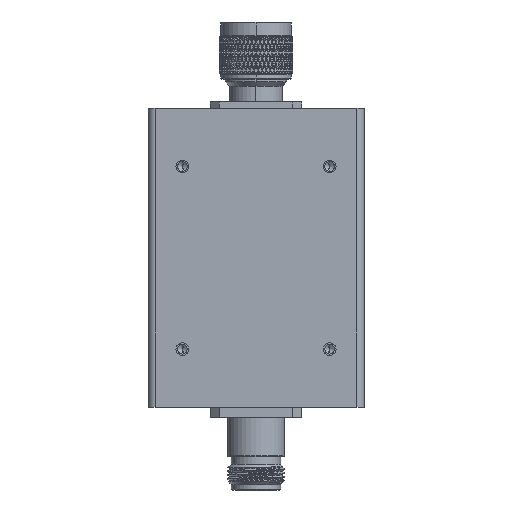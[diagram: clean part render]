
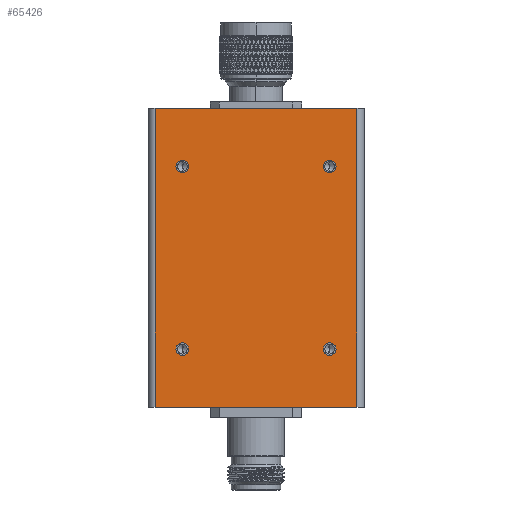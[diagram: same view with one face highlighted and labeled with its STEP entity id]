
A CAD part, front view. The second image highlights one B-rep face of the part: STEP entity #65426.
In plain terms, the highlighted planar face has unit normal (0, -1, 0).
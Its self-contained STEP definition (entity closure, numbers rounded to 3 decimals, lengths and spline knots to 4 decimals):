
#24 = AXIS2_PLACEMENT_3D ( 'NONE', #52738, #8944, #15376 ) ;
#1809 = DIRECTION ( 'NONE',  ( 0., 0., -1. ) ) ;
#1991 = EDGE_CURVE ( 'NONE', #32543, #91512, #80615, .T. ) ;
#4534 = CARTESIAN_POINT ( 'NONE',  ( 1.1024, -1.1811, -1.6339 ) ) ;
#4945 = DIRECTION ( 'NONE',  ( 0., -1., 0. ) ) ;
#5193 = EDGE_LOOP ( 'NONE', ( #44897, #15614 ) ) ;
#6171 = VERTEX_POINT ( 'NONE', #100235 ) ;
#7201 = CIRCLE ( 'NONE', #40788, 0.069 ) ;
#8944 = DIRECTION ( 'NONE',  ( 0., -1., 0. ) ) ;
#9472 = DIRECTION ( 'NONE',  ( 0., 0., -1. ) ) ;
#10506 = LINE ( 'NONE', #29729, #53527 ) ;
#10797 = CARTESIAN_POINT ( 'NONE',  ( -1.1024, -1.1811, -1.6339 ) ) ;
#11158 = VERTEX_POINT ( 'NONE', #113337 ) ;
#12199 = DIRECTION ( 'NONE',  ( 0., -1., 0. ) ) ;
#12236 = DIRECTION ( 'NONE',  ( 0., 0., 1. ) ) ;
#12648 = AXIS2_PLACEMENT_3D ( 'NONE', #104985, #14044, #93942 ) ;
#12733 = ORIENTED_EDGE ( 'NONE', *, *, #28292, .T. ) ;
#14044 = DIRECTION ( 'NONE',  ( 0., -1., 0. ) ) ;
#14208 = CARTESIAN_POINT ( 'NONE',  ( -1.1811, -1.1811, 1.6339 ) ) ;
#15376 = DIRECTION ( 'NONE',  ( 0., 0., -1. ) ) ;
#15614 = ORIENTED_EDGE ( 'NONE', *, *, #52723, .F. ) ;
#17018 = CARTESIAN_POINT ( 'NONE',  ( 0.8061, -1.1811, -0.9989 ) ) ;
#17597 = DIRECTION ( 'NONE',  ( 0., 0., -1. ) ) ;
#18187 = VERTEX_POINT ( 'NONE', #10797 ) ;
#19229 = VECTOR ( 'NONE', #85934, 39.3701 ) ;
#19697 = AXIS2_PLACEMENT_3D ( 'NONE', #17018, #52626, #88175 ) ;
#19884 = PLANE ( 'NONE',  #80774 ) ;
#21928 = EDGE_LOOP ( 'NONE', ( #61565, #61817 ) ) ;
#22108 = AXIS2_PLACEMENT_3D ( 'NONE', #46159, #37426, #17597 ) ;
#22588 = LINE ( 'NONE', #74554, #47694 ) ;
#24614 = VERTEX_POINT ( 'NONE', #4534 ) ;
#24738 = AXIS2_PLACEMENT_3D ( 'NONE', #62561, #53825, #9472 ) ;
#25674 = LINE ( 'NONE', #44895, #49233 ) ;
#26142 = EDGE_LOOP ( 'NONE', ( #73554, #33391, #12733, #80151 ) ) ;
#28292 = EDGE_CURVE ( 'NONE', #18187, #24614, #22588, .T. ) ;
#29729 = CARTESIAN_POINT ( 'NONE',  ( 1.1024, -1.1811, 1.6339 ) ) ;
#32403 = VERTEX_POINT ( 'NONE', #65865 ) ;
#32543 = VERTEX_POINT ( 'NONE', #45853 ) ;
#32654 = EDGE_LOOP ( 'NONE', ( #88039, #55930 ) ) ;
#33045 = CIRCLE ( 'NONE', #70282, 0.069 ) ;
#33055 = CARTESIAN_POINT ( 'NONE',  ( 0.8061, -1.1811, -0.9299 ) ) ;
#33391 = ORIENTED_EDGE ( 'NONE', *, *, #66271, .T. ) ;
#34937 = EDGE_CURVE ( 'NONE', #96402, #6171, #103751, .T. ) ;
#36708 = AXIS2_PLACEMENT_3D ( 'NONE', #41124, #4945, #67362 ) ;
#36903 = CIRCLE ( 'NONE', #12648, 0.069 ) ;
#37411 = DIRECTION ( 'NONE',  ( 0., 1., 0. ) ) ;
#37426 = DIRECTION ( 'NONE',  ( 0., -1., 0. ) ) ;
#40165 = CARTESIAN_POINT ( 'NONE',  ( 0.8061, -1.1811, 0.9989 ) ) ;
#40788 = AXIS2_PLACEMENT_3D ( 'NONE', #85611, #81729, #1809 ) ;
#41124 = CARTESIAN_POINT ( 'NONE',  ( 0.8061, -1.1811, 0.9989 ) ) ;
#41817 = CARTESIAN_POINT ( 'NONE',  ( -1.1024, -1.1811, 1.6339 ) ) ;
#43730 = DIRECTION ( 'NONE',  ( 0., 0., -1. ) ) ;
#43803 = EDGE_CURVE ( 'NONE', #24614, #32403, #10506, .T. ) ;
#44895 = CARTESIAN_POINT ( 'NONE',  ( -1.1024, -1.1811, 1.6339 ) ) ;
#44897 = ORIENTED_EDGE ( 'NONE', *, *, #1991, .F. ) ;
#45334 = VERTEX_POINT ( 'NONE', #41817 ) ;
#45837 = CARTESIAN_POINT ( 'NONE',  ( -0.8061, -1.1811, 1.0679 ) ) ;
#45853 = CARTESIAN_POINT ( 'NONE',  ( -0.8061, -1.1811, -1.0679 ) ) ;
#46159 = CARTESIAN_POINT ( 'NONE',  ( 0.8061, -1.1811, -0.9989 ) ) ;
#46723 = FACE_BOUND ( 'NONE', #53282, .T. ) ;
#47694 = VECTOR ( 'NONE', #93154, 39.3701 ) ;
#47789 = DIRECTION ( 'NONE',  ( 0., 0., -1. ) ) ;
#49233 = VECTOR ( 'NONE', #43730, 39.3701 ) ;
#52626 = DIRECTION ( 'NONE',  ( 0., -1., 0. ) ) ;
#52723 = EDGE_CURVE ( 'NONE', #91512, #32543, #36903, .T. ) ;
#52738 = CARTESIAN_POINT ( 'NONE',  ( -0.8061, -1.1811, 0.9989 ) ) ;
#53282 = EDGE_LOOP ( 'NONE', ( #86711, #104699 ) ) ;
#53527 = VECTOR ( 'NONE', #12236, 39.3701 ) ;
#53825 = DIRECTION ( 'NONE',  ( 0., -1., 0. ) ) ;
#55930 = ORIENTED_EDGE ( 'NONE', *, *, #34937, .F. ) ;
#58263 = EDGE_CURVE ( 'NONE', #11158, #106096, #7201, .T. ) ;
#61565 = ORIENTED_EDGE ( 'NONE', *, *, #80842, .F. ) ;
#61817 = ORIENTED_EDGE ( 'NONE', *, *, #109911, .F. ) ;
#62088 = VERTEX_POINT ( 'NONE', #33055 ) ;
#62561 = CARTESIAN_POINT ( 'NONE',  ( -0.8061, -1.1811, -0.9989 ) ) ;
#64228 = CARTESIAN_POINT ( 'NONE',  ( -1.1811, -1.1811, 1.6339 ) ) ;
#65426 = ADVANCED_FACE ( 'NONE', ( #74157, #99803, #81707, #46723, #82291 ), #19884, .F. ) ;
#65865 = CARTESIAN_POINT ( 'NONE',  ( 1.1024, -1.1811, 1.6339 ) ) ;
#66271 = EDGE_CURVE ( 'NONE', #45334, #18187, #25674, .T. ) ;
#67362 = DIRECTION ( 'NONE',  ( 0., 0., -1. ) ) ;
#70282 = AXIS2_PLACEMENT_3D ( 'NONE', #40165, #12199, #47789 ) ;
#73554 = ORIENTED_EDGE ( 'NONE', *, *, #87053, .F. ) ;
#74157 = FACE_BOUND ( 'NONE', #5193, .T. ) ;
#74554 = CARTESIAN_POINT ( 'NONE',  ( -1.1811, -1.1811, -1.6339 ) ) ;
#80151 = ORIENTED_EDGE ( 'NONE', *, *, #43803, .T. ) ;
#80615 = CIRCLE ( 'NONE', #24738, 0.069 ) ;
#80702 = CARTESIAN_POINT ( 'NONE',  ( 0.8061, -1.1811, -1.0679 ) ) ;
#80774 = AXIS2_PLACEMENT_3D ( 'NONE', #64228, #37411, #91034 ) ;
#80842 = EDGE_CURVE ( 'NONE', #108934, #62088, #101651, .T. ) ;
#81707 = FACE_BOUND ( 'NONE', #32654, .T. ) ;
#81729 = DIRECTION ( 'NONE',  ( 0., -1., 0. ) ) ;
#82291 = FACE_OUTER_BOUND ( 'NONE', #26142, .T. ) ;
#85611 = CARTESIAN_POINT ( 'NONE',  ( -0.8061, -1.1811, 0.9989 ) ) ;
#85670 = EDGE_CURVE ( 'NONE', #6171, #96402, #33045, .T. ) ;
#85934 = DIRECTION ( 'NONE',  ( 1., 0., 0. ) ) ;
#86520 = LINE ( 'NONE', #14208, #19229 ) ;
#86711 = ORIENTED_EDGE ( 'NONE', *, *, #58263, .F. ) ;
#87053 = EDGE_CURVE ( 'NONE', #45334, #32403, #86520, .T. ) ;
#88039 = ORIENTED_EDGE ( 'NONE', *, *, #85670, .F. ) ;
#88175 = DIRECTION ( 'NONE',  ( 0., 0., -1. ) ) ;
#91034 = DIRECTION ( 'NONE',  ( 1., 0., 0. ) ) ;
#91512 = VERTEX_POINT ( 'NONE', #98749 ) ;
#93154 = DIRECTION ( 'NONE',  ( 1., 0., 0. ) ) ;
#93278 = EDGE_CURVE ( 'NONE', #106096, #11158, #94991, .T. ) ;
#93942 = DIRECTION ( 'NONE',  ( 0., 0., -1. ) ) ;
#94991 = CIRCLE ( 'NONE', #24, 0.069 ) ;
#96402 = VERTEX_POINT ( 'NONE', #102860 ) ;
#98749 = CARTESIAN_POINT ( 'NONE',  ( -0.8061, -1.1811, -0.9299 ) ) ;
#99803 = FACE_BOUND ( 'NONE', #21928, .T. ) ;
#100235 = CARTESIAN_POINT ( 'NONE',  ( 0.8061, -1.1811, 0.9299 ) ) ;
#101651 = CIRCLE ( 'NONE', #19697, 0.069 ) ;
#102860 = CARTESIAN_POINT ( 'NONE',  ( 0.8061, -1.1811, 1.0679 ) ) ;
#103751 = CIRCLE ( 'NONE', #36708, 0.069 ) ;
#104699 = ORIENTED_EDGE ( 'NONE', *, *, #93278, .F. ) ;
#104985 = CARTESIAN_POINT ( 'NONE',  ( -0.8061, -1.1811, -0.9989 ) ) ;
#106096 = VERTEX_POINT ( 'NONE', #45837 ) ;
#106660 = CIRCLE ( 'NONE', #22108, 0.069 ) ;
#108934 = VERTEX_POINT ( 'NONE', #80702 ) ;
#109911 = EDGE_CURVE ( 'NONE', #62088, #108934, #106660, .T. ) ;
#113337 = CARTESIAN_POINT ( 'NONE',  ( -0.8061, -1.1811, 0.9299 ) ) ;
